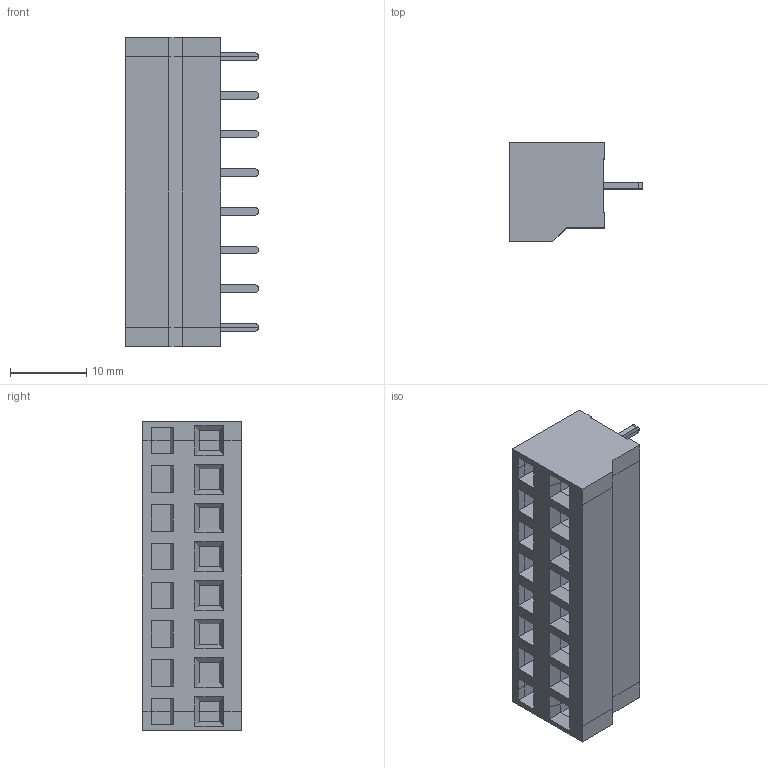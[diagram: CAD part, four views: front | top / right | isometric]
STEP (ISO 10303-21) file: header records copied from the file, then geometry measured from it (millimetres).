
FILE_DESCRIPTION( ( 'Unknown' ), '1' );
FILE_NAME( '691416500008.stp', 'Unknown', ( 'Unknown' ), ( 'Unknown' ), 'PSStep 18.0.17', 'Unknown', ' ' );
FILE_SCHEMA( ( 'AUTOMOTIVE_DESIGN { 1 0 10303 214 1 1 1 1 }' ) );
Length unit declared in the file: millimetre
Products named in the file (4): Assem1; MRT23P5.08_DX; MRT23P5.08_SX; 691416500008
Assembly tree (3 placements, depth 2):
  Assem1
    MRT23P5.08_DX
    MRT23P5.08_SX
    691416500008
Bounding box: 17.5 x 13 x 40.64 mm (x, y, z)
Volume: 5189.5 mm3; surface area: 4254.6 mm2
Topology: 3 solids, 3 shells, 322 faces, 826 edges, 540 vertices
Faces by surface type: plane 312, cylinder 10
Entity records: 12180 total; most frequent: CARTESIAN_POINT 1692, ORIENTED_EDGE 1652, DIRECTION 1498, EDGE_CURVE 826, LINE 806, VECTOR 806, VERTEX_POINT 540, EDGE_LOOP 352
